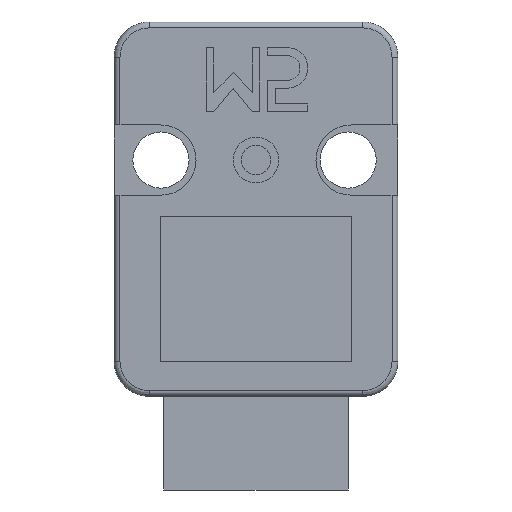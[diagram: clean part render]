
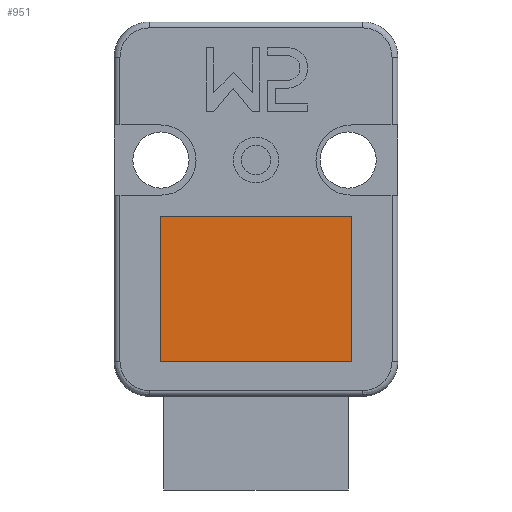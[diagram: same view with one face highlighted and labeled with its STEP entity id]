
A CAD part, front view. The second image highlights one B-rep face of the part: STEP entity #951.
In plain terms, the highlighted planar face has unit normal (0, -1, 0).
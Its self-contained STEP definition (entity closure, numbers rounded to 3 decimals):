
#951=ADVANCED_FACE('',(#5397),#5396,.F.);
#5396=PLANE('',#8805);
#5397=FACE_OUTER_BOUND('',#8806,.T.);
#8802=CARTESIAN_POINT('',(-727.128,-26.2,-277.292));
#8803=DIRECTION('',(0.,1.,0.));
#8804=DIRECTION('',(0.,0.,-1.));
#8805=AXIS2_PLACEMENT_3D('',#8802,#8803,#8804);
#8806=EDGE_LOOP('',(#11501,#11502,#11503,#11504));
#11501=ORIENTED_EDGE('',*,*,#13002,.F.);
#11502=ORIENTED_EDGE('',*,*,#13003,.F.);
#11503=ORIENTED_EDGE('',*,*,#13004,.F.);
#11504=ORIENTED_EDGE('',*,*,#13005,.F.);
#13002=EDGE_CURVE('',#20532,#20533,#20534,.T.);
#13003=EDGE_CURVE('',#20540,#20532,#20541,.T.);
#13004=EDGE_CURVE('',#20547,#20540,#20548,.T.);
#13005=EDGE_CURVE('',#20533,#20547,#20554,.T.);
#20532=VERTEX_POINT('',#25927);
#20533=VERTEX_POINT('',#25928);
#20534=LINE('',#25929,#25930);
#20540=VERTEX_POINT('',#25932);
#20541=LINE('',#25933,#25934);
#20547=VERTEX_POINT('',#25936);
#20548=LINE('',#25937,#25938);
#20554=LINE('',#25940,#25941);
#25927=CARTESIAN_POINT('',(-745.168,-26.2,-290.932));
#25928=CARTESIAN_POINT('',(-745.168,-26.2,-278.532));
#25929=CARTESIAN_POINT('',(-745.168,-26.2,-290.932));
#25930=VECTOR('',#25931,12.4);
#25931=DIRECTION('',(0.,0.,1.));
#25932=CARTESIAN_POINT('',(-728.768,-26.2,-290.932));
#25933=CARTESIAN_POINT('',(-728.768,-26.2,-290.932));
#25934=VECTOR('',#25935,16.4);
#25935=DIRECTION('',(-1.,0.,0.));
#25936=CARTESIAN_POINT('',(-728.768,-26.2,-278.532));
#25937=CARTESIAN_POINT('',(-728.768,-26.2,-278.532));
#25938=VECTOR('',#25939,12.4);
#25939=DIRECTION('',(0.,0.,-1.));
#25940=CARTESIAN_POINT('',(-745.168,-26.2,-278.532));
#25941=VECTOR('',#25942,16.4);
#25942=DIRECTION('',(1.,0.,0.));
